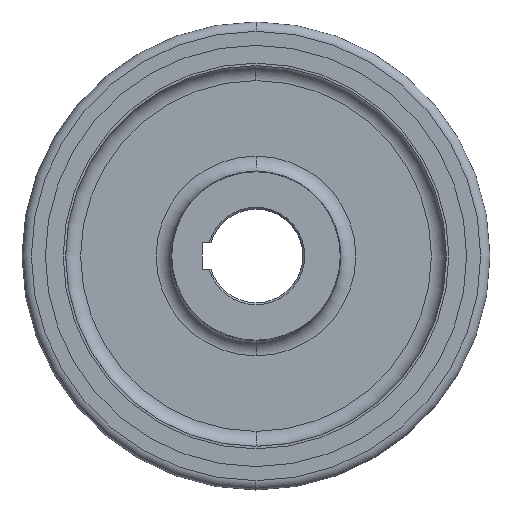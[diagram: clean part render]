
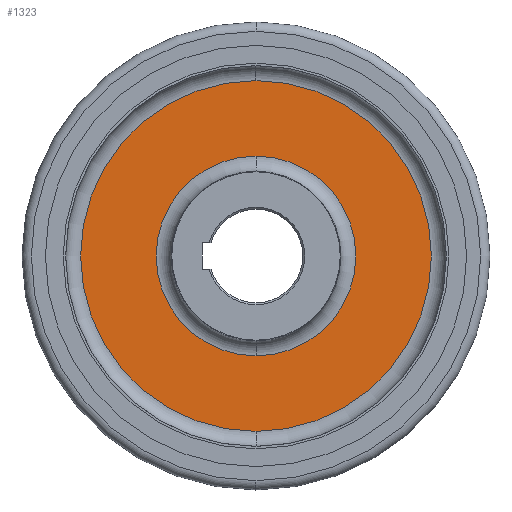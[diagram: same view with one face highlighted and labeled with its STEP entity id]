
A CAD part, left-side view. The second image highlights one B-rep face of the part: STEP entity #1323.
In plain terms, the highlighted planar face has unit normal (-1, 0, 0).
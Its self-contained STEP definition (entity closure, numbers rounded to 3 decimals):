
#6 = CARTESIAN_POINT ( 'NONE',  ( -5., 0., 0. ) ) ;
#44 = AXIS2_PLACEMENT_3D ( 'NONE', #297, #526, #1054 ) ;
#100 = EDGE_CURVE ( 'NONE', #1297, #111, #1005, .T. ) ;
#111 = VERTEX_POINT ( 'NONE', #1596 ) ;
#148 = DIRECTION ( 'NONE',  ( 1., 0., 0. ) ) ;
#156 = VERTEX_POINT ( 'NONE', #390 ) ;
#260 = CARTESIAN_POINT ( 'NONE',  ( -5., 0., 0. ) ) ;
#286 = CIRCLE ( 'NONE', #44, 93.676 ) ;
#297 = CARTESIAN_POINT ( 'NONE',  ( -5., 0., 0. ) ) ;
#303 = EDGE_CURVE ( 'NONE', #111, #1297, #330, .T. ) ;
#305 = ORIENTED_EDGE ( 'NONE', *, *, #100, .T. ) ;
#330 = CIRCLE ( 'NONE', #851, 53.324 ) ;
#374 = DIRECTION ( 'NONE',  ( 0., 0., -1. ) ) ;
#390 = CARTESIAN_POINT ( 'NONE',  ( -5., 0., -93.676 ) ) ;
#406 = AXIS2_PLACEMENT_3D ( 'NONE', #6, #603, #374 ) ;
#429 = ORIENTED_EDGE ( 'NONE', *, *, #303, .T. ) ;
#445 = FACE_OUTER_BOUND ( 'NONE', #816, .T. ) ;
#468 = EDGE_CURVE ( 'NONE', #156, #1517, #1476, .T. ) ;
#469 = DIRECTION ( 'NONE',  ( 0., 0., 1. ) ) ;
#526 = DIRECTION ( 'NONE',  ( 1., 0., 0. ) ) ;
#592 = PLANE ( 'NONE',  #1094 ) ;
#603 = DIRECTION ( 'NONE',  ( 1., 0., 0. ) ) ;
#630 = CARTESIAN_POINT ( 'NONE',  ( -5., 0., 93.676 ) ) ;
#682 = ORIENTED_EDGE ( 'NONE', *, *, #468, .F. ) ;
#745 = CARTESIAN_POINT ( 'NONE',  ( -5., 0., 0. ) ) ;
#797 = EDGE_LOOP ( 'NONE', ( #305, #429 ) ) ;
#812 = EDGE_CURVE ( 'NONE', #1517, #156, #286, .T. ) ;
#816 = EDGE_LOOP ( 'NONE', ( #682, #845 ) ) ;
#835 = FACE_BOUND ( 'NONE', #797, .T. ) ;
#845 = ORIENTED_EDGE ( 'NONE', *, *, #812, .F. ) ;
#850 = CARTESIAN_POINT ( 'NONE',  ( -5., 0., -53.324 ) ) ;
#851 = AXIS2_PLACEMENT_3D ( 'NONE', #260, #148, #1153 ) ;
#965 = CARTESIAN_POINT ( 'NONE',  ( -5., 0., -93.676 ) ) ;
#980 = AXIS2_PLACEMENT_3D ( 'NONE', #745, #1606, #1386 ) ;
#1005 = CIRCLE ( 'NONE', #406, 53.324 ) ;
#1054 = DIRECTION ( 'NONE',  ( 0., 0., -1. ) ) ;
#1094 = AXIS2_PLACEMENT_3D ( 'NONE', #965, #1585, #469 ) ;
#1153 = DIRECTION ( 'NONE',  ( 0., 0., -1. ) ) ;
#1297 = VERTEX_POINT ( 'NONE', #850 ) ;
#1323 = ADVANCED_FACE ( 'NONE', ( #835, #445 ), #592, .T. ) ;
#1386 = DIRECTION ( 'NONE',  ( 0., 0., -1. ) ) ;
#1476 = CIRCLE ( 'NONE', #980, 93.676 ) ;
#1517 = VERTEX_POINT ( 'NONE', #630 ) ;
#1585 = DIRECTION ( 'NONE',  ( -1., 0., 0. ) ) ;
#1596 = CARTESIAN_POINT ( 'NONE',  ( -5., 0., 53.324 ) ) ;
#1606 = DIRECTION ( 'NONE',  ( 1., 0., 0. ) ) ;
